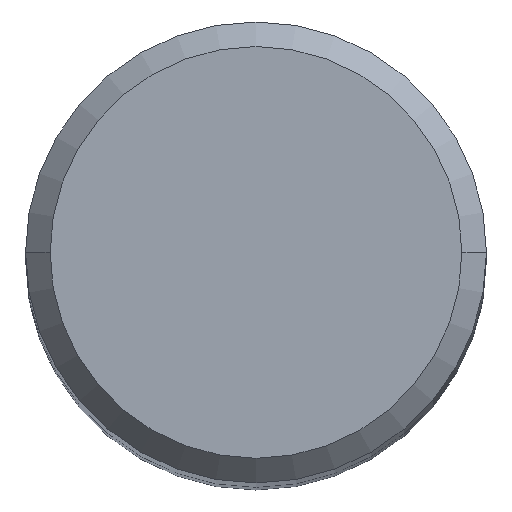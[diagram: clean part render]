
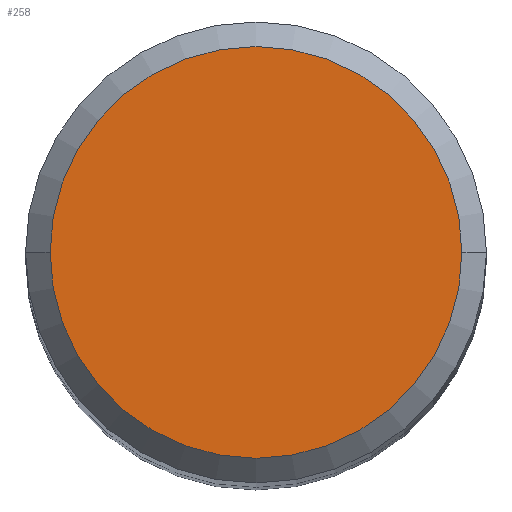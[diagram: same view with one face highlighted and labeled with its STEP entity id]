
A CAD part, top view. The second image highlights one B-rep face of the part: STEP entity #258.
In plain terms, the highlighted planar face has unit normal (0, 0, 1).
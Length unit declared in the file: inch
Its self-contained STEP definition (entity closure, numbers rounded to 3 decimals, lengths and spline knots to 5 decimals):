
#27 = CARTESIAN_POINT ( 'NONE',  ( 0., 0., 0. ) ) ;
#37 = PLANE ( 'NONE',  #91 ) ;
#59 = EDGE_LOOP ( 'NONE', ( #312, #316 ) ) ;
#61 = EDGE_CURVE ( 'NONE', #309, #186, #298, .T. ) ;
#74 = DIRECTION ( 'NONE',  ( 0., 0., -1. ) ) ;
#91 = AXIS2_PLACEMENT_3D ( 'NONE', #333, #74, #296 ) ;
#144 = CIRCLE ( 'NONE', #233, 0.1675 ) ;
#147 = EDGE_CURVE ( 'NONE', #186, #309, #144, .T. ) ;
#186 = VERTEX_POINT ( 'NONE', #244 ) ;
#233 = AXIS2_PLACEMENT_3D ( 'NONE', #27, #288, #400 ) ;
#244 = CARTESIAN_POINT ( 'NONE',  ( -0.1675, 0., 0. ) ) ;
#251 = DIRECTION ( 'NONE',  ( 1., 0., 0. ) ) ;
#258 = ADVANCED_FACE ( 'NONE', ( #338 ), #37, .F. ) ;
#273 = CARTESIAN_POINT ( 'NONE',  ( 0.1675, 0., 0. ) ) ;
#281 = AXIS2_PLACEMENT_3D ( 'NONE', #308, #335, #251 ) ;
#288 = DIRECTION ( 'NONE',  ( 0., 0., 1. ) ) ;
#296 = DIRECTION ( 'NONE',  ( -1., 0., 0. ) ) ;
#298 = CIRCLE ( 'NONE', #281, 0.1675 ) ;
#308 = CARTESIAN_POINT ( 'NONE',  ( 0., 0., 0. ) ) ;
#309 = VERTEX_POINT ( 'NONE', #273 ) ;
#312 = ORIENTED_EDGE ( 'NONE', *, *, #147, .T. ) ;
#316 = ORIENTED_EDGE ( 'NONE', *, *, #61, .T. ) ;
#333 = CARTESIAN_POINT ( 'NONE',  ( 0., 0.1675, 0. ) ) ;
#335 = DIRECTION ( 'NONE',  ( 0., 0., 1. ) ) ;
#338 = FACE_OUTER_BOUND ( 'NONE', #59, .T. ) ;
#400 = DIRECTION ( 'NONE',  ( 1., 0., 0. ) ) ;
